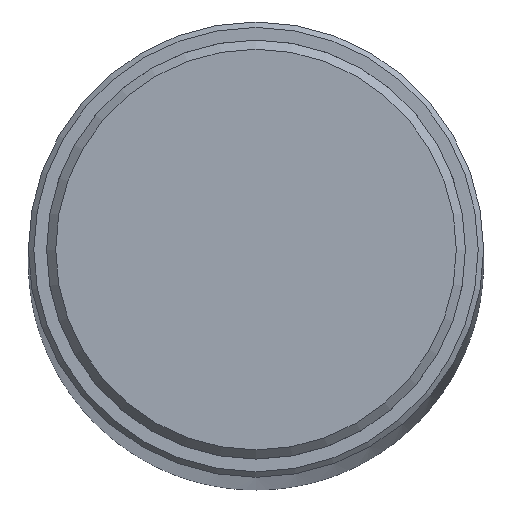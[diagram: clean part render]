
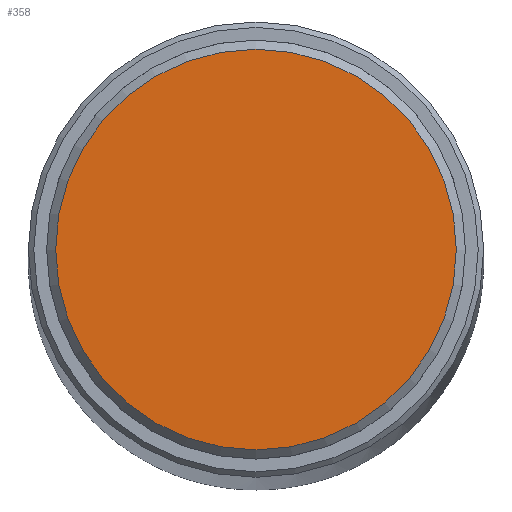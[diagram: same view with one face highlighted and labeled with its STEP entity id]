
A CAD part, top view. The second image highlights one B-rep face of the part: STEP entity #358.
In plain terms, the highlighted planar face has unit normal (0, 0, 1).
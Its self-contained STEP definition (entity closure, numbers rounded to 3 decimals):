
#79=FACE_OUTER_BOUND('',#571,.T.);
#358=ADVANCED_FACE('',(#79),#447,.T.);
#447=PLANE('',#1486);
#571=EDGE_LOOP('',(#701));
#701=ORIENTED_EDGE('',*,*,#1196,.T.);
#1064=VERTEX_POINT('',#2143);
#1196=EDGE_CURVE('',#1064,#1064,#1377,.T.);
#1377=CIRCLE('',#1485,110.);
#1485=AXIS2_PLACEMENT_3D('',#2142,#1686,#1687);
#1486=AXIS2_PLACEMENT_3D('',#2144,#1688,#1689);
#1686=DIRECTION('',(0.,0.,1.));
#1687=DIRECTION('',(1.,0.,0.));
#1688=DIRECTION('',(0.,0.,1.));
#1689=DIRECTION('',(1.,0.,0.));
#2142=CARTESIAN_POINT('',(0.,0.,20.));
#2143=CARTESIAN_POINT('',(110.,0.,20.));
#2144=CARTESIAN_POINT('',(0.,0.,20.));
